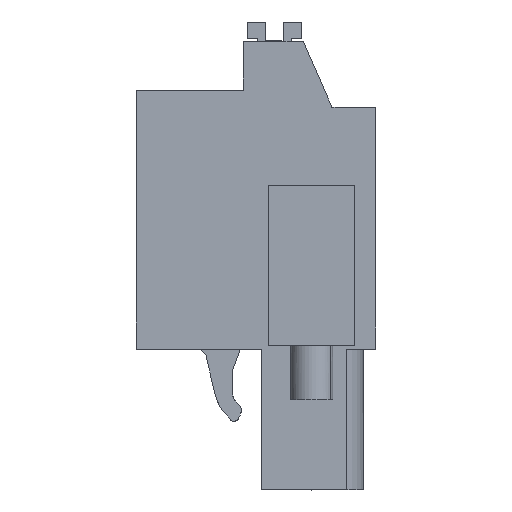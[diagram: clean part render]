
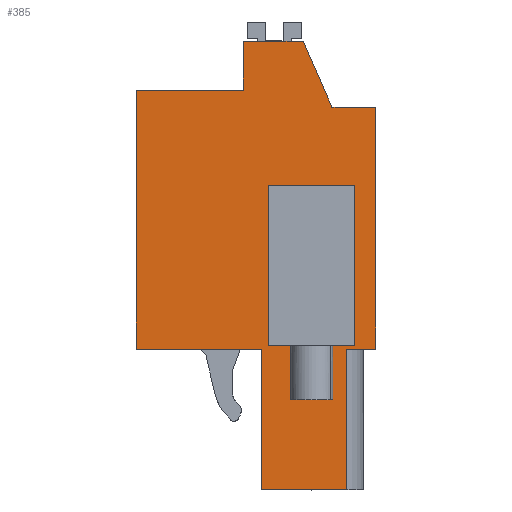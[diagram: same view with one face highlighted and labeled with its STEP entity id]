
A CAD part, left-side view. The second image highlights one B-rep face of the part: STEP entity #385.
In plain terms, the highlighted planar face has unit normal (-1, 0, 0).
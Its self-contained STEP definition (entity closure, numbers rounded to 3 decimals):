
#267=AXIS2_PLACEMENT_3D('Plane Axis2P3D',#264,#265,#266) ;
#49=CARTESIAN_POINT('Vertex',(4.9,7.85,26.59)) ;
#52=CARTESIAN_POINT('Line Origine',(4.9,6.075,26.59)) ;
#56=CARTESIAN_POINT('Vertex',(4.9,4.3,26.59)) ;
#215=CARTESIAN_POINT('Vertex',(4.9,7.85,23.69)) ;
#218=CARTESIAN_POINT('Line Origine',(4.9,7.85,25.14)) ;
#264=CARTESIAN_POINT('Axis2P3D Location',(4.9,0.,0.)) ;
#269=CARTESIAN_POINT('Line Origine',(4.9,10.485,8.35)) ;
#273=CARTESIAN_POINT('Vertex',(4.9,6.771,8.35)) ;
#275=CARTESIAN_POINT('Vertex',(4.9,14.2,8.35)) ;
#278=CARTESIAN_POINT('Line Origine',(4.9,6.771,4.175)) ;
#282=CARTESIAN_POINT('Vertex',(4.9,6.771,0.)) ;
#285=CARTESIAN_POINT('Line Origine',(4.9,4.248,0.)) ;
#289=CARTESIAN_POINT('Vertex',(4.9,1.725,0.)) ;
#292=CARTESIAN_POINT('Line Origine',(4.9,1.725,4.175)) ;
#296=CARTESIAN_POINT('Vertex',(4.9,1.725,8.35)) ;
#299=CARTESIAN_POINT('Line Origine',(4.9,0.862,8.35)) ;
#303=CARTESIAN_POINT('Vertex',(4.9,0.,8.35)) ;
#306=CARTESIAN_POINT('Line Origine',(4.9,0.,15.52)) ;
#310=CARTESIAN_POINT('Vertex',(4.9,0.,22.69)) ;
#313=CARTESIAN_POINT('Line Origine',(4.9,1.3,22.69)) ;
#317=CARTESIAN_POINT('Vertex',(4.9,2.6,22.69)) ;
#320=CARTESIAN_POINT('Line Origine',(4.9,3.45,24.64)) ;
#325=CARTESIAN_POINT('Line Origine',(4.9,11.025,23.69)) ;
#329=CARTESIAN_POINT('Vertex',(4.9,14.2,23.69)) ;
#332=CARTESIAN_POINT('Line Origine',(4.9,14.2,16.02)) ;
#351=CARTESIAN_POINT('Line Origine',(4.9,1.25,13.3)) ;
#355=CARTESIAN_POINT('Vertex',(4.9,1.25,8.55)) ;
#357=CARTESIAN_POINT('Vertex',(4.9,1.25,18.05)) ;
#360=CARTESIAN_POINT('Line Origine',(4.9,3.8,8.55)) ;
#364=CARTESIAN_POINT('Vertex',(4.9,6.35,8.55)) ;
#367=CARTESIAN_POINT('Line Origine',(4.9,6.35,13.3)) ;
#371=CARTESIAN_POINT('Vertex',(4.9,6.35,18.05)) ;
#374=CARTESIAN_POINT('Line Origine',(4.9,3.8,18.05)) ;
#53=DIRECTION('Vector Direction',(0.,-1.,0.)) ;
#219=DIRECTION('Vector Direction',(0.,0.,1.)) ;
#265=DIRECTION('Axis2P3D Direction',(-1.,0.,0.)) ;
#266=DIRECTION('Axis2P3D XDirection',(0.,0.,1.)) ;
#270=DIRECTION('Vector Direction',(0.,-1.,0.)) ;
#279=DIRECTION('Vector Direction',(0.,0.,-1.)) ;
#286=DIRECTION('Vector Direction',(0.,-1.,0.)) ;
#293=DIRECTION('Vector Direction',(0.,0.,-1.)) ;
#300=DIRECTION('Vector Direction',(0.,-1.,0.)) ;
#307=DIRECTION('Vector Direction',(0.,0.,-1.)) ;
#314=DIRECTION('Vector Direction',(0.,-1.,0.)) ;
#321=DIRECTION('Vector Direction',(0.,-0.4,-0.917)) ;
#326=DIRECTION('Vector Direction',(0.,-1.,0.)) ;
#333=DIRECTION('Vector Direction',(0.,0.,1.)) ;
#352=DIRECTION('Vector Direction',(0.,0.,1.)) ;
#361=DIRECTION('Vector Direction',(0.,-1.,0.)) ;
#368=DIRECTION('Vector Direction',(0.,0.,1.)) ;
#375=DIRECTION('Vector Direction',(0.,-1.,0.)) ;
#54=VECTOR('Line Direction',#53,1.) ;
#220=VECTOR('Line Direction',#219,1.) ;
#271=VECTOR('Line Direction',#270,1.) ;
#280=VECTOR('Line Direction',#279,1.) ;
#287=VECTOR('Line Direction',#286,1.) ;
#294=VECTOR('Line Direction',#293,1.) ;
#301=VECTOR('Line Direction',#300,1.) ;
#308=VECTOR('Line Direction',#307,1.) ;
#315=VECTOR('Line Direction',#314,1.) ;
#322=VECTOR('Line Direction',#321,1.) ;
#327=VECTOR('Line Direction',#326,1.) ;
#334=VECTOR('Line Direction',#333,1.) ;
#353=VECTOR('Line Direction',#352,1.) ;
#362=VECTOR('Line Direction',#361,1.) ;
#369=VECTOR('Line Direction',#368,1.) ;
#376=VECTOR('Line Direction',#375,1.) ;
#338=ORIENTED_EDGE('',*,*,#277,.F.) ;
#339=ORIENTED_EDGE('',*,*,#284,.T.) ;
#340=ORIENTED_EDGE('',*,*,#291,.T.) ;
#341=ORIENTED_EDGE('',*,*,#298,.F.) ;
#342=ORIENTED_EDGE('',*,*,#305,.F.) ;
#343=ORIENTED_EDGE('',*,*,#312,.T.) ;
#344=ORIENTED_EDGE('',*,*,#319,.T.) ;
#345=ORIENTED_EDGE('',*,*,#324,.T.) ;
#346=ORIENTED_EDGE('',*,*,#58,.T.) ;
#347=ORIENTED_EDGE('',*,*,#222,.T.) ;
#348=ORIENTED_EDGE('',*,*,#331,.T.) ;
#349=ORIENTED_EDGE('',*,*,#336,.T.) ;
#380=ORIENTED_EDGE('',*,*,#359,.F.) ;
#381=ORIENTED_EDGE('',*,*,#366,.F.) ;
#382=ORIENTED_EDGE('',*,*,#373,.F.) ;
#383=ORIENTED_EDGE('',*,*,#378,.T.) ;
#384=FACE_BOUND('',#379,.T.) ;
#385=ADVANCED_FACE('HOUSING',(#350,#384),#268,.T.) ;
#58=EDGE_CURVE('',#57,#50,#55,.F.) ;
#222=EDGE_CURVE('',#50,#216,#221,.F.) ;
#277=EDGE_CURVE('',#274,#276,#272,.F.) ;
#284=EDGE_CURVE('',#274,#283,#281,.T.) ;
#291=EDGE_CURVE('',#283,#290,#288,.T.) ;
#298=EDGE_CURVE('',#297,#290,#295,.T.) ;
#305=EDGE_CURVE('',#304,#297,#302,.F.) ;
#312=EDGE_CURVE('',#304,#311,#309,.F.) ;
#319=EDGE_CURVE('',#311,#318,#316,.F.) ;
#324=EDGE_CURVE('',#318,#57,#323,.F.) ;
#331=EDGE_CURVE('',#216,#330,#328,.F.) ;
#336=EDGE_CURVE('',#330,#276,#335,.F.) ;
#359=EDGE_CURVE('',#356,#358,#354,.T.) ;
#366=EDGE_CURVE('',#365,#356,#363,.T.) ;
#373=EDGE_CURVE('',#372,#365,#370,.F.) ;
#378=EDGE_CURVE('',#372,#358,#377,.T.) ;
#337=EDGE_LOOP('',(#338,#339,#340,#341,#342,#343,#344,#345,#346,#347,#348,#349)) ;
#379=EDGE_LOOP('',(#380,#381,#382,#383)) ;
#350=FACE_OUTER_BOUND('',#337,.T.) ;
#55=LINE('Line',#52,#54) ;
#221=LINE('Line',#218,#220) ;
#272=LINE('Line',#269,#271) ;
#281=LINE('Line',#278,#280) ;
#288=LINE('Line',#285,#287) ;
#295=LINE('Line',#292,#294) ;
#302=LINE('Line',#299,#301) ;
#309=LINE('Line',#306,#308) ;
#316=LINE('Line',#313,#315) ;
#323=LINE('Line',#320,#322) ;
#328=LINE('Line',#325,#327) ;
#335=LINE('Line',#332,#334) ;
#354=LINE('Line',#351,#353) ;
#363=LINE('Line',#360,#362) ;
#370=LINE('Line',#367,#369) ;
#377=LINE('Line',#374,#376) ;
#268=PLANE('',#267) ;
#50=VERTEX_POINT('',#49) ;
#57=VERTEX_POINT('',#56) ;
#216=VERTEX_POINT('',#215) ;
#274=VERTEX_POINT('',#273) ;
#276=VERTEX_POINT('',#275) ;
#283=VERTEX_POINT('',#282) ;
#290=VERTEX_POINT('',#289) ;
#297=VERTEX_POINT('',#296) ;
#304=VERTEX_POINT('',#303) ;
#311=VERTEX_POINT('',#310) ;
#318=VERTEX_POINT('',#317) ;
#330=VERTEX_POINT('',#329) ;
#356=VERTEX_POINT('',#355) ;
#358=VERTEX_POINT('',#357) ;
#365=VERTEX_POINT('',#364) ;
#372=VERTEX_POINT('',#371) ;
